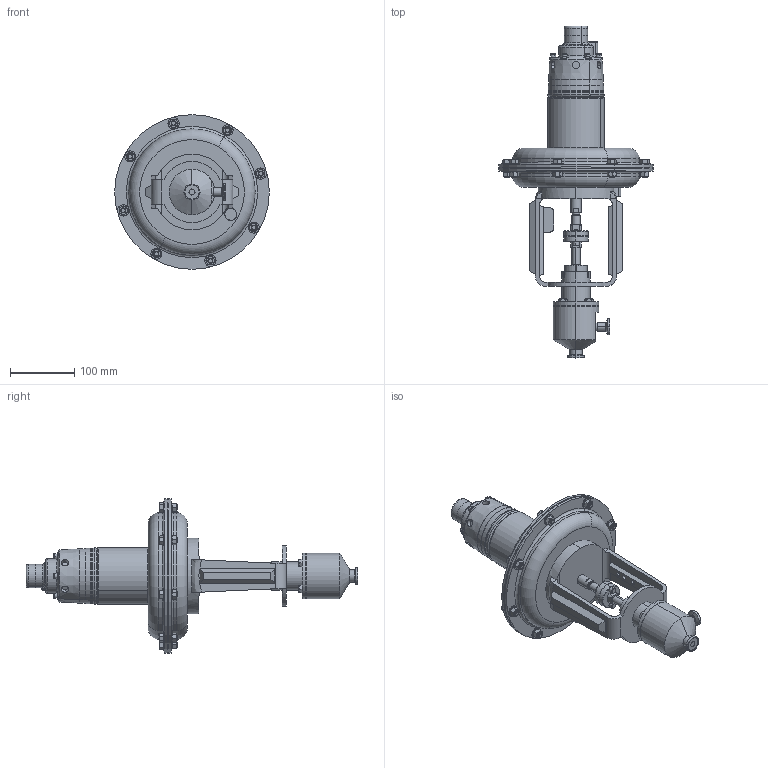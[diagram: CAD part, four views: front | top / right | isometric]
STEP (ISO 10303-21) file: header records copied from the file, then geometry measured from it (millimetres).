
FILE_DESCRIPTION (( 'STEP AP203' ), '1' );
FILE_NAME ('978ETP-050-JD-35M.STEP', '2017-06-12T19:21:06', ( '' ), ( '' ), 'SwSTEP 2.0', 'SolidWorks 2014', '' );
FILE_SCHEMA (( 'CONFIG_CONTROL_DESIGN' ));
Length unit declared in the file: inch
Products named in the file (2): 978ETP-050-JD-35M
Bounding box: 241.3 x 518.21 x 241.3 mm (x, y, z)
Volume: 3659985 mm3; surface area: 317329.1 mm2
Topology: 2 solids, 3 shells, 991 faces, 2301 edges, 1397 vertices
Faces by surface type: plane 427, cone 276, cylinder 227, torus 50, bspline 11
Entity records: 30561 total; most frequent: CARTESIAN_POINT 8093, DIRECTION 4753, ORIENTED_EDGE 4578, EDGE_CURVE 2289, AXIS2_PLACEMENT_3D 1927, VERTEX_POINT 1397, EDGE_LOOP 1112, ADVANCED_FACE 991
